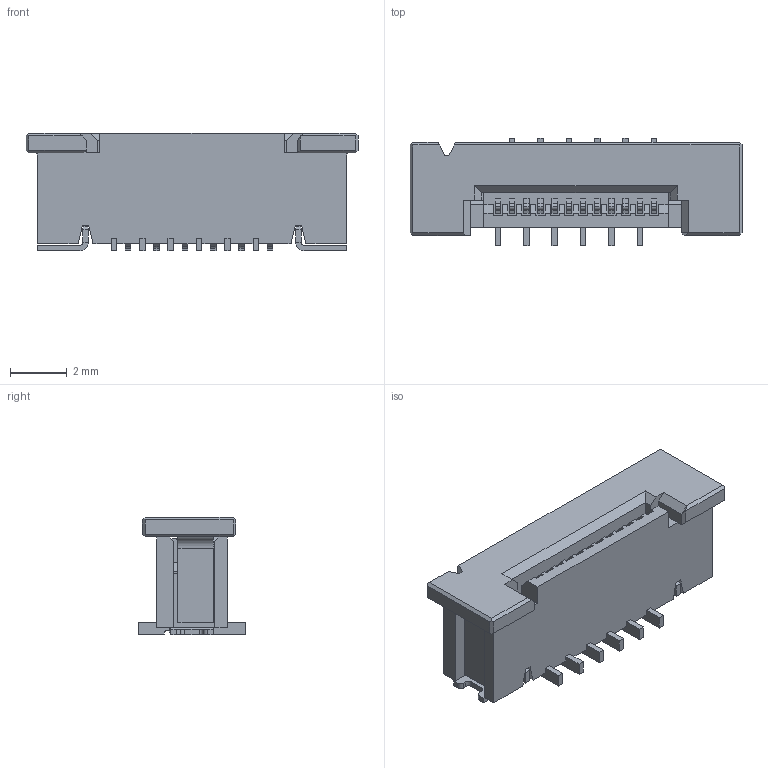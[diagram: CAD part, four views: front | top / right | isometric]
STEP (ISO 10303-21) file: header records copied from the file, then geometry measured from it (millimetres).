
FILE_DESCRIPTION(('STEP AP242'),'1');
FILE_NAME('1-1734742-2.stp','2022-08-03T10:22:11',('TraceParts'),('TraceParts S.A.'),'Spatial InterOp 3D',' ',' ');
FILE_SCHEMA(('AP242_MANAGED_MODEL_BASED_3D_ENGINEERING_MIM_LF {1 0 10303 442 1 1 4}'));
Length unit declared in the file: millimetre
Products named in the file (1): 1-1734742-2
Bounding box: 11.7 x 3.8 x 4.15 mm (x, y, z)
Volume: 93.2 mm3; surface area: 389.7 mm2
Topology: 1 solids, 1 shells, 637 faces, 1848 edges, 1207 vertices
Faces by surface type: plane 547, cylinder 90
Entity records: 20699 total; most frequent: CARTESIAN_POINT 3699, ORIENTED_EDGE 3696, DIRECTION 3302, EDGE_CURVE 1848, LINE 1666, VECTOR 1666, VERTEX_POINT 1207, AXIS2_PLACEMENT_3D 818
